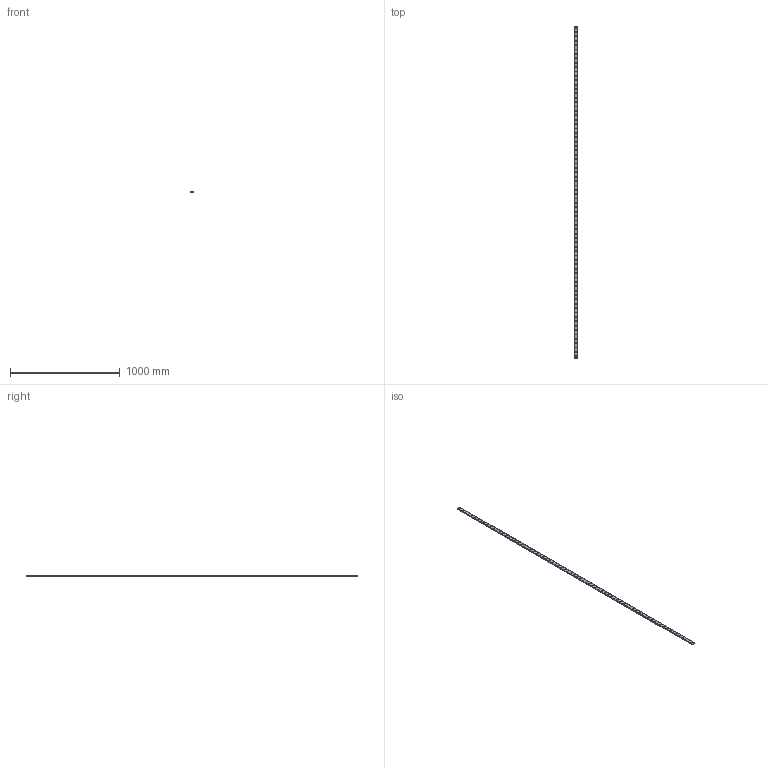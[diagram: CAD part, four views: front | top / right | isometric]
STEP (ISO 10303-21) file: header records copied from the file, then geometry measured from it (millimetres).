
FILE_DESCRIPTION(('STEP AP214'),'1');
FILE_NAME('cctmp_AC726D87-E382-4D04-A591-2C49C85BDA42_2021_03_02_12_10_20_0181..stp','2021-03-02T11:10:20',('HIWIN GmbH'),('CADClick - www.CADClick.com'),'Spatial InterOp 3D',' ','unknown authorization');
FILE_SCHEMA(('AUTOMOTIVE_DESIGN'));
Length unit declared in the file: millimetre
Products named in the file (1): WER17R3030H_FILE
Bounding box: 33 x 3030 x 9.3 mm (x, y, z)
Volume: 836786.9 mm3; surface area: 296273.3 mm2
Topology: 1 solids, 1 shells, 1471 faces, 3027 edges, 2018 vertices
Faces by surface type: cylinder 930, plane 541
Entity records: 51573 total; most frequent: DIRECTION 7831, CARTESIAN_POINT 6517, ORIENTED_EDGE 6054, AXIS2_PLACEMENT_3D 3332, EDGE_CURVE 3027, VERTEX_POINT 2018, EDGE_LOOP 1931, CIRCLE 1860
